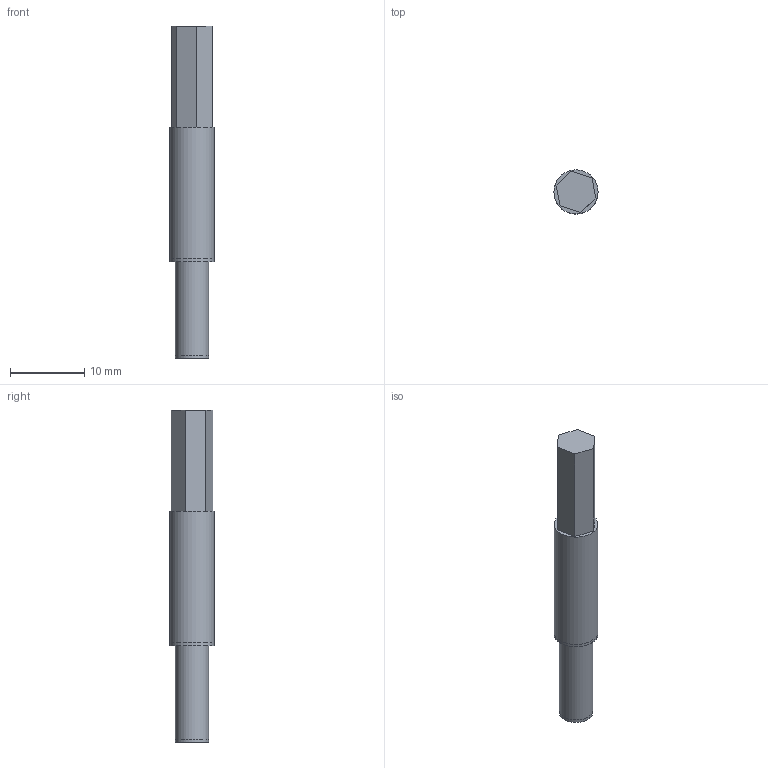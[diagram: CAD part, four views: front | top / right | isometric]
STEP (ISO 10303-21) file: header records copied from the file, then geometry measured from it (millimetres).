
FILE_DESCRIPTION(('FreeCAD Model'),'2;1');
FILE_NAME('Open CASCADE Shape Model','2024-05-16T21:21:01',(''),(''), 'Open CASCADE STEP processor 7.6','FreeCAD','Unknown');
FILE_SCHEMA(('AUTOMOTIVE_DESIGN { 1 0 10303 214 1 1 1 1 }'));
Length unit declared in the file: millimetre
Products named in the file (3): Unnamed; Body; Fillet001
Assembly tree (2 placements, depth 2):
  Unnamed
    Body
    Fillet001
Bounding box: 5.96 x 5.96 x 44.8 mm (x, y, z)
Surface area: 1619.9 mm2
Topology: 2 solids, 2 shells, 26 faces, 52 edges, 34 vertices
Faces by surface type: plane 20, cylinder 4, torus 2
Full cylindrical faces by diameter (mm): 4.5 x2, 5.96 x2
Entity records: 1410 total; most frequent: CARTESIAN_POINT 223, DIRECTION 222, LINE 132, VECTOR 132, ORIENTED_EDGE 104, PCURVE 104, DEFINITIONAL_REPRESENTATION 104, EDGE_CURVE 52
